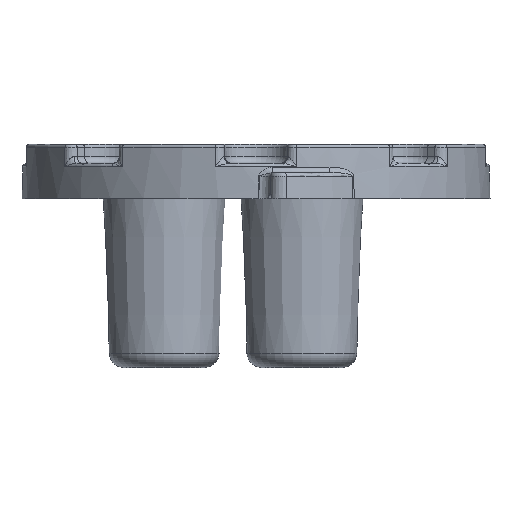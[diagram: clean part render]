
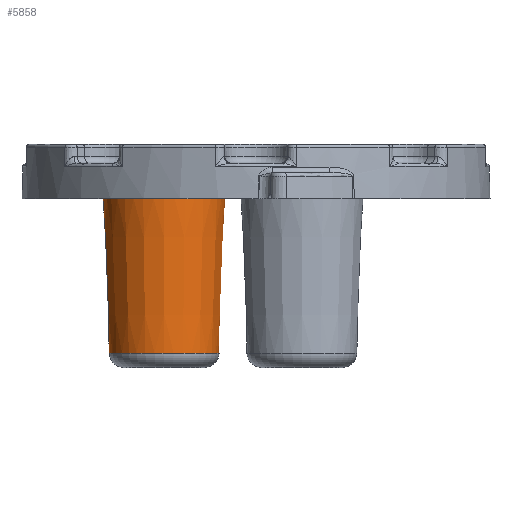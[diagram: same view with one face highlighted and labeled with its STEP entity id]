
A CAD part, left-side view. The second image highlights one B-rep face of the part: STEP entity #5858.
In plain terms, the highlighted conical face has half-angle 2.227 degrees and reference radius 30.75 mm.
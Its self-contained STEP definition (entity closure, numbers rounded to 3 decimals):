
#96=CONICAL_SURFACE('',#6771,30.75,2.227);
#588=FACE_BOUND('',#1434,.T.);
#988=FACE_OUTER_BOUND('',#1433,.T.);
#1433=EDGE_LOOP('',(#5426));
#1434=EDGE_LOOP('',(#5427));
#2311=CIRCLE('',#6769,29.299);
#2313=CIRCLE('',#6772,32.5);
#2826=VERTEX_POINT('',#13815);
#2828=VERTEX_POINT('',#13820);
#3693=EDGE_CURVE('',#2826,#2826,#2311,.T.);
#3695=EDGE_CURVE('',#2828,#2828,#2313,.T.);
#5426=ORIENTED_EDGE('',*,*,#3695,.T.);
#5427=ORIENTED_EDGE('',*,*,#3693,.F.);
#5858=ADVANCED_FACE('',(#988,#588),#96,.T.);
#6769=AXIS2_PLACEMENT_3D('',#13816,#8677,#8678);
#6771=AXIS2_PLACEMENT_3D('',#13819,#8681,#8682);
#6772=AXIS2_PLACEMENT_3D('',#13821,#8683,#8684);
#8677=DIRECTION('center_axis',(0.,1.,0.));
#8678=DIRECTION('ref_axis',(0.,0.,-1.));
#8681=DIRECTION('center_axis',(0.,-1.,0.));
#8682=DIRECTION('ref_axis',(0.,0.,1.));
#8683=DIRECTION('center_axis',(0.,1.,0.));
#8684=DIRECTION('ref_axis',(1.,0.,0.));
#13815=CARTESIAN_POINT('',(0.,82.311,29.299));
#13816=CARTESIAN_POINT('Origin',(0.,82.311,
0.));
#13819=CARTESIAN_POINT('Origin',(0.,45.,0.));
#13820=CARTESIAN_POINT('',(0.,0.,32.5));
#13821=CARTESIAN_POINT('Origin',(0.,0.,0.));
